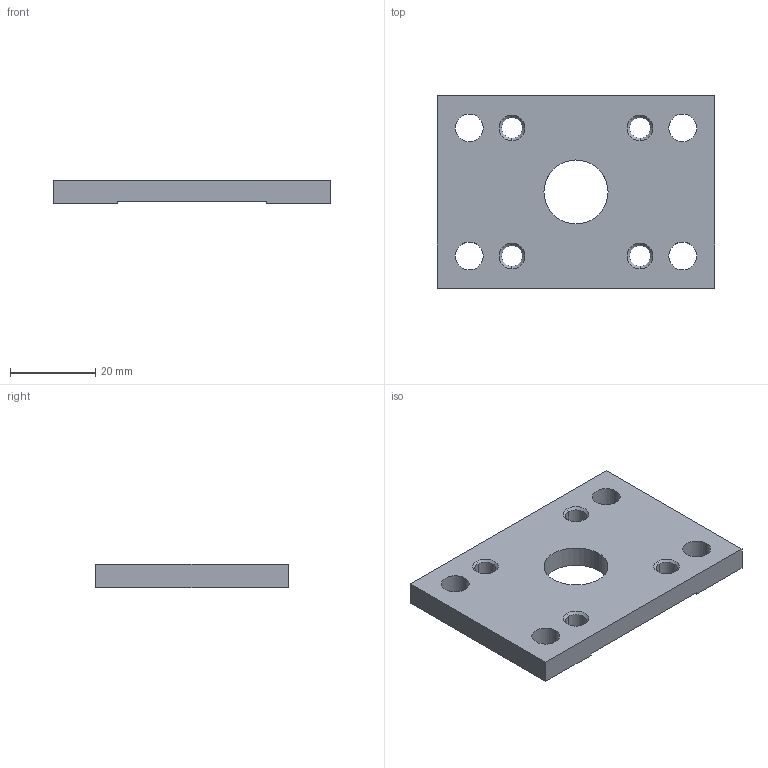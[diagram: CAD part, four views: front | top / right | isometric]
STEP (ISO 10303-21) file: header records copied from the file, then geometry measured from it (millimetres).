
FILE_DESCRIPTION(('STEP AP203'),'1');
FILE_NAME('ap_a-ds-a-0_5.stp','2014-08-06T06:41:14',('TraceParts'),('TraceParts S.A.'),'XStep 1.0',' ',' ');
FILE_SCHEMA(('CONFIG_CONTROL_DESIGN'));
Length unit declared in the file: millimetre
Products named in the file (1): 1
Bounding box: 65 x 45 x 5.5 mm (x, y, z)
Volume: 13204.8 mm3; surface area: 7254.3 mm2
Topology: 1 solids, 1 shells, 64 faces, 170 edges, 108 vertices
Faces by surface type: cylinder 26, plane 22, cone 16
Entity records: 2074 total; most frequent: DIRECTION 368, CARTESIAN_POINT 343, ORIENTED_EDGE 340, EDGE_CURVE 170, AXIS2_PLACEMENT_3D 133, VERTEX_POINT 108, LINE 102, VECTOR 102
